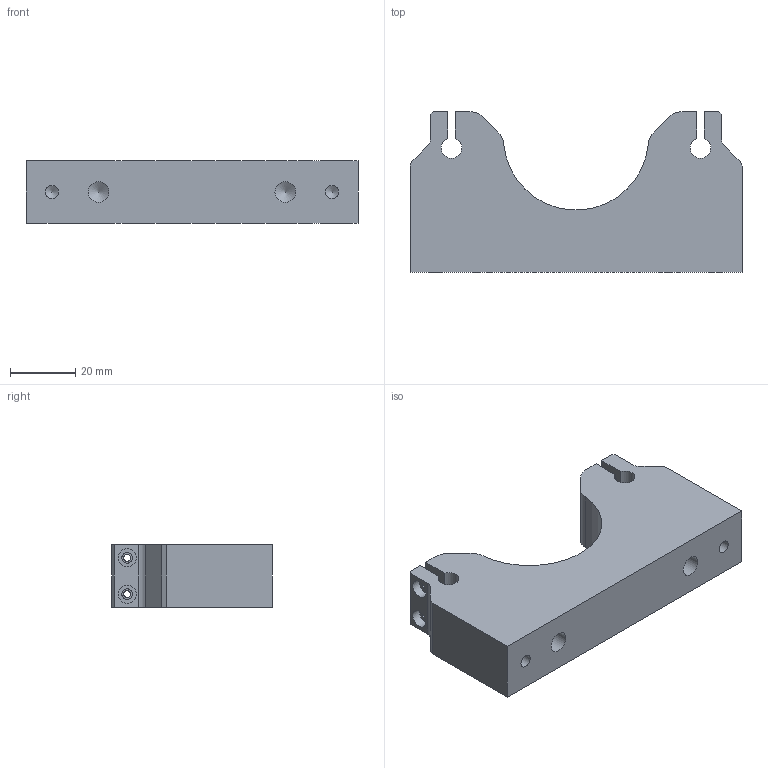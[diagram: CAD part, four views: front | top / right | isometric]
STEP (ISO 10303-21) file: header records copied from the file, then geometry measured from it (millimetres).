
FILE_DESCRIPTION(/* description */ (''),/* implementation_level */ '2;1');
FILE_NAME(/* name */ 'SINGLE BLOCK- FRONT-A.stp',/* time_stamp */ '2018-06-26T15:29:15-04:00',/* author */ ('Tanya'),/* organization */ (''),/* preprocessor_version */ 'ST-DEVELOPER v16.5',/* originating_system */ 'Autodesk Inventor 2017',/* authorisation */ '');
FILE_SCHEMA (('AUTOMOTIVE_DESIGN { 1 0 10303 214 3 1 1 }'));
Length unit declared in the file: inch
Products named in the file (1): SINGLE BLOCK- FRONT-A
Bounding box: 101.6 x 49.21 x 19.05 mm (x, y, z)
Volume: 65676.6 mm3; surface area: 15924.9 mm2
Topology: 1 solids, 1 shells, 58 faces, 160 edges, 110 vertices
Faces by surface type: cylinder 27, plane 27, cone 4
Full cylindrical faces by diameter (mm): 1.587 x2, 2.159 x4, 3.277 x4, 3.962 x2, 5.563 x4, 6.35 x2
Entity records: 1810 total; most frequent: CARTESIAN_POINT 353, DIRECTION 296, ORIENTED_EDGE 252, EDGE_CURVE 126, AXIS2_PLACEMENT_3D 111, EDGE_LOOP 104, VERTEX_POINT 96, LINE 74
